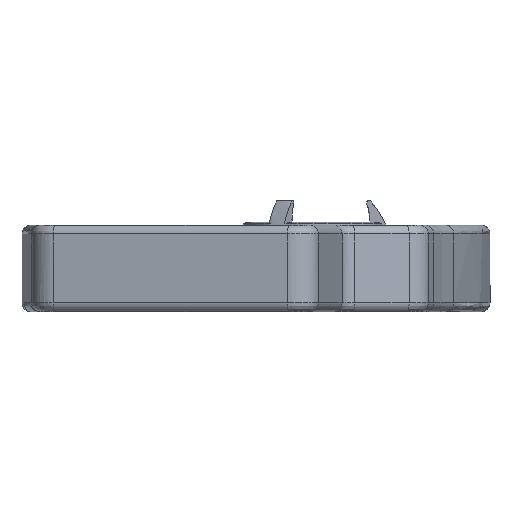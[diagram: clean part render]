
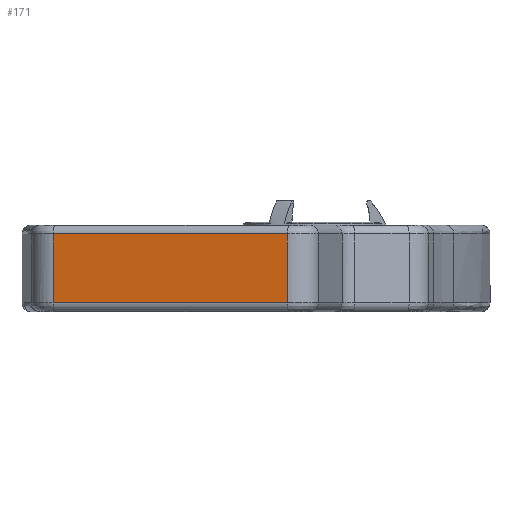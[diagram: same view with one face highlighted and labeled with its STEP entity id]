
A CAD part, left-side view. The second image highlights one B-rep face of the part: STEP entity #171.
In plain terms, the highlighted planar face has unit normal (-0.985, 0.174, 0).
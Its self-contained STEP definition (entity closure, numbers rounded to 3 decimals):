
#171=ADVANCED_FACE('',(#1131),#14878,.T.);
#1131=FACE_OUTER_BOUND('',#2014,.T.);
#2014=EDGE_LOOP('',(#3563,#3564,#3565,#3566));
#3563=ORIENTED_EDGE('',*,*,#8340,.T.);
#3564=ORIENTED_EDGE('',*,*,#8339,.T.);
#3565=ORIENTED_EDGE('',*,*,#8337,.F.);
#3566=ORIENTED_EDGE('',*,*,#8338,.T.);
#8337=EDGE_CURVE('',#13334,#13335,#10622,.T.);
#8338=EDGE_CURVE('',#13334,#13336,#11245,.T.);
#8339=EDGE_CURVE('',#13337,#13335,#11246,.T.);
#8340=EDGE_CURVE('',#13336,#13337,#11247,.T.);
#10622=(
BOUNDED_CURVE()
B_SPLINE_CURVE(1,(#22204,#22205),.UNSPECIFIED.,.F.,.F.)
B_SPLINE_CURVE_WITH_KNOTS((2,2),(0.,15.6),.UNSPECIFIED.)
CURVE()
GEOMETRIC_REPRESENTATION_ITEM()
RATIONAL_B_SPLINE_CURVE((1.,1.))
REPRESENTATION_ITEM('')
);
#11245=B_SPLINE_CURVE_WITH_KNOTS('',1,(#22206,#22207),.UNSPECIFIED.,.F.,
 .F.,(2,2),(0.,53.74),.UNSPECIFIED.);
#11246=B_SPLINE_CURVE_WITH_KNOTS('',1,(#22208,#22209),.UNSPECIFIED.,.F.,
 .F.,(2,2),(0.,53.74),.UNSPECIFIED.);
#11247=B_SPLINE_CURVE_WITH_KNOTS('',1,(#22210,#22211),.UNSPECIFIED.,.F.,
 .F.,(2,2),(0.,15.6),.UNSPECIFIED.);
#13334=VERTEX_POINT('',#19385);
#13335=VERTEX_POINT('',#19386);
#13336=VERTEX_POINT('',#19387);
#13337=VERTEX_POINT('',#19388);
#14878=PLANE('',#15703);
#15703=AXIS2_PLACEMENT_3D('',#18151,#16528,$);
#16528=DIRECTION('',(-0.985,0.174,0.));
#18151=CARTESIAN_POINT('',(-107.699,58.664,3.));
#19385=CARTESIAN_POINT('',(-117.031,5.741,18.6));
#19386=CARTESIAN_POINT('',(-117.031,5.741,3.));
#19387=CARTESIAN_POINT('',(-107.699,58.664,18.6));
#19388=CARTESIAN_POINT('',(-107.699,58.664,3.));
#22204=CARTESIAN_POINT('',(-117.031,5.741,18.6));
#22205=CARTESIAN_POINT('',(-117.031,5.741,3.));
#22206=CARTESIAN_POINT('',(-117.031,5.741,18.6));
#22207=CARTESIAN_POINT('',(-107.699,58.664,18.6));
#22208=CARTESIAN_POINT('',(-107.699,58.664,3.));
#22209=CARTESIAN_POINT('',(-117.031,5.741,3.));
#22210=CARTESIAN_POINT('',(-107.699,58.664,18.6));
#22211=CARTESIAN_POINT('',(-107.699,58.664,3.));
